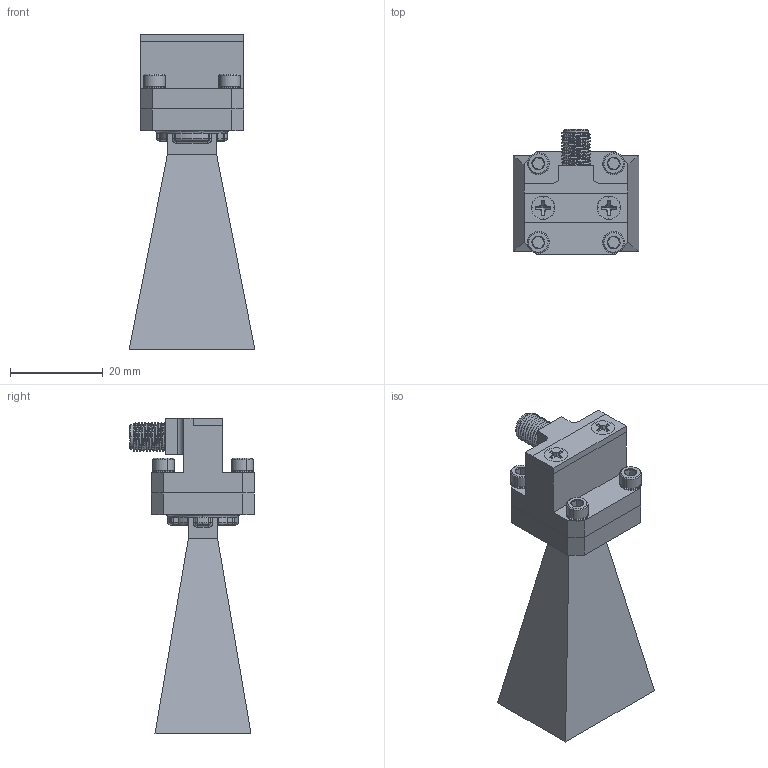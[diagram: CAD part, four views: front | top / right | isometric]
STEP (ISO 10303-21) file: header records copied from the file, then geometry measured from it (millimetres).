
FILE_DESCRIPTION (( 'STEP AP214' ), '1' );
FILE_NAME ('PE9851-2F-15.STEP', '2017-06-15T17:46:49', ( '' ), ( '' ), 'SwSTEP 2.0', 'SolidWorks 2014', '' );
FILE_SCHEMA (( 'AUTOMOTIVE_DESIGN' ));
Length unit declared in the file: inch
Products named in the file (4): PE9851A-15; PE9851-2F-15; Copy of 4-40 Hex^PE9851-2F-15; PE9827
Assembly tree (6 placements, depth 2):
  PE9851-2F-15
    PE9851A-15
    PE9827
    Copy of 4-40 Hex^PE9851-2F-15  x4
Bounding box: 27.13 x 26.96 x 68.07 mm (x, y, z)
Volume: 9330.3 mm3; surface area: 11449.2 mm2
Topology: 9 solids, 9 shells, 743 faces, 1939 edges, 1221 vertices
Faces by surface type: cylinder 410, plane 182, cone 96, bspline 24, torus 19, sphere 12
Entity records: 20392 total; most frequent: CARTESIAN_POINT 8666, ORIENTED_EDGE 2508, DIRECTION 2164, EDGE_CURVE 1254, AXIS2_PLACEMENT_3D 808, VERTEX_POINT 792, LINE 548, VECTOR 548
